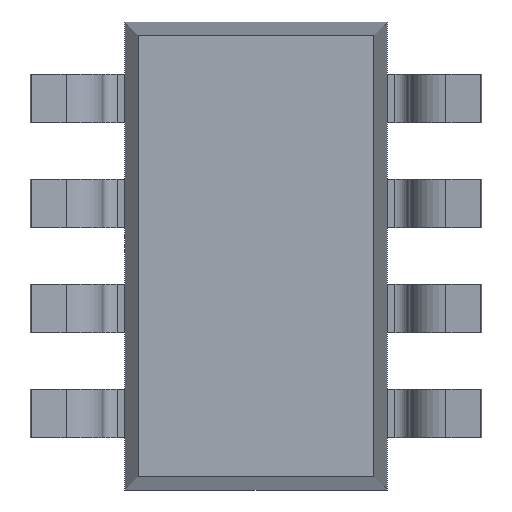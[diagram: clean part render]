
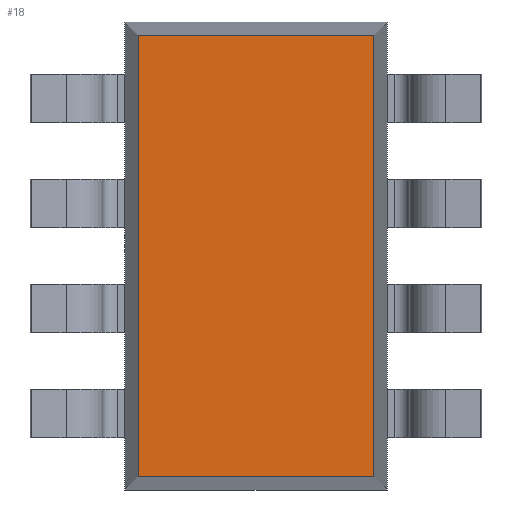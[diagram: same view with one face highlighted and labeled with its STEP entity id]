
A CAD part, front view. The second image highlights one B-rep face of the part: STEP entity #18.
In plain terms, the highlighted planar face has unit normal (0, -1, 0).
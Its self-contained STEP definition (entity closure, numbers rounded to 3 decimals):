
#9 = ORIENTED_EDGE ( 'NONE', *, *, #2892, .T. ) ;
#18 = ADVANCED_FACE ( 'NONE', ( #2177 ), #3412, .T. ) ;
#21 = VERTEX_POINT ( 'NONE', #590 ) ;
#85 = VERTEX_POINT ( 'NONE', #313 ) ;
#166 = ORIENTED_EDGE ( 'NONE', *, *, #1646, .T. ) ;
#313 = CARTESIAN_POINT ( 'NONE',  ( 0.729, 0.15, 1.367 ) ) ;
#577 = LINE ( 'NONE', #3300, #2439 ) ;
#590 = CARTESIAN_POINT ( 'NONE',  ( -0.729, 0.15, -1.367 ) ) ;
#627 = CARTESIAN_POINT ( 'NONE',  ( 0.729, 0.15, -1.367 ) ) ;
#628 = CARTESIAN_POINT ( 'NONE',  ( 0., 0.15, 0. ) ) ;
#642 = VERTEX_POINT ( 'NONE', #627 ) ;
#747 = CARTESIAN_POINT ( 'NONE',  ( 0., 0.15, -1.367 ) ) ;
#749 = CARTESIAN_POINT ( 'NONE',  ( -0.729, 0.15, 0. ) ) ;
#888 = VECTOR ( 'NONE', #1813, 1000. ) ;
#897 = LINE ( 'NONE', #3282, #888 ) ;
#1317 = LINE ( 'NONE', #749, #3839 ) ;
#1559 = ORIENTED_EDGE ( 'NONE', *, *, #1875, .T. ) ;
#1604 = CARTESIAN_POINT ( 'NONE',  ( -0.729, 0.15, 1.367 ) ) ;
#1646 = EDGE_CURVE ( 'NONE', #3482, #21, #1317, .T. ) ;
#1813 = DIRECTION ( 'NONE',  ( 0., 0., 1. ) ) ;
#1875 = EDGE_CURVE ( 'NONE', #21, #642, #3708, .T. ) ;
#2044 = VECTOR ( 'NONE', #3476, 1000. ) ;
#2094 = DIRECTION ( 'NONE',  ( 0., 0., -1. ) ) ;
#2177 = FACE_OUTER_BOUND ( 'NONE', #2988, .T. ) ;
#2225 = ORIENTED_EDGE ( 'NONE', *, *, #2894, .T. ) ;
#2439 = VECTOR ( 'NONE', #3339, 1000. ) ;
#2892 = EDGE_CURVE ( 'NONE', #642, #85, #897, .T. ) ;
#2894 = EDGE_CURVE ( 'NONE', #85, #3482, #577, .T. ) ;
#2988 = EDGE_LOOP ( 'NONE', ( #166, #1559, #9, #2225 ) ) ;
#3282 = CARTESIAN_POINT ( 'NONE',  ( 0.729, 0.15, 0. ) ) ;
#3300 = CARTESIAN_POINT ( 'NONE',  ( 0., 0.15, 1.367 ) ) ;
#3339 = DIRECTION ( 'NONE',  ( -1., 0., 0. ) ) ;
#3374 = DIRECTION ( 'NONE',  ( 0., -1., 0. ) ) ;
#3412 = PLANE ( 'NONE',  #3844 ) ;
#3476 = DIRECTION ( 'NONE',  ( 1., 0., 0. ) ) ;
#3482 = VERTEX_POINT ( 'NONE', #1604 ) ;
#3708 = LINE ( 'NONE', #747, #2044 ) ;
#3768 = DIRECTION ( 'NONE',  ( 0., 0., -1. ) ) ;
#3839 = VECTOR ( 'NONE', #3768, 1000. ) ;
#3844 = AXIS2_PLACEMENT_3D ( 'NONE', #628, #3374, #2094 ) ;
